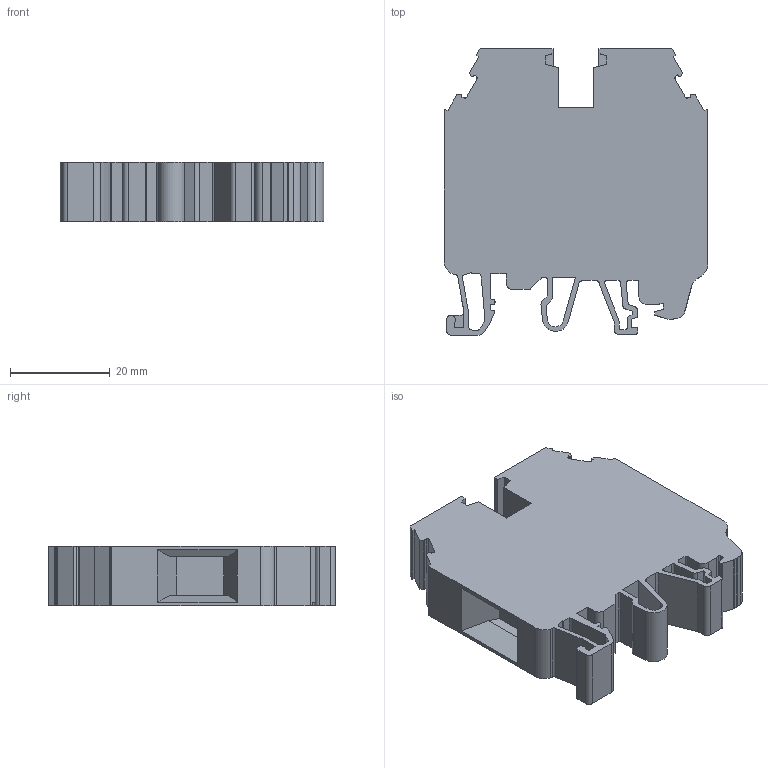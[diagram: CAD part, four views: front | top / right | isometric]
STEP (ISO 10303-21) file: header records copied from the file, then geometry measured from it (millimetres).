
FILE_DESCRIPTION (( 'STEP AP214' ), '1' );
FILE_NAME ('KN-T4.step', '2015-05-04T11:27:41', ( '' ), ( '' ), 'SwSTEP 2.0', 'SolidWorks 2014', '' );
FILE_SCHEMA (( 'AUTOMOTIVE_DESIGN' ));
Length unit declared in the file: millimetre
Products named in the file (1): KN-T4
Bounding box: 52.8 x 57.31 x 12 mm (x, y, z)
Volume: 26332.2 mm3; surface area: 10305.9 mm2
Topology: 1 solids, 1 shells, 215 faces, 627 edges, 418 vertices
Faces by surface type: plane 134, cylinder 81
Entity records: 7170 total; most frequent: CARTESIAN_POINT 1261, ORIENTED_EDGE 1254, DIRECTION 1222, EDGE_CURVE 627, LINE 464, VECTOR 464, VERTEX_POINT 418, AXIS2_PLACEMENT_3D 379
